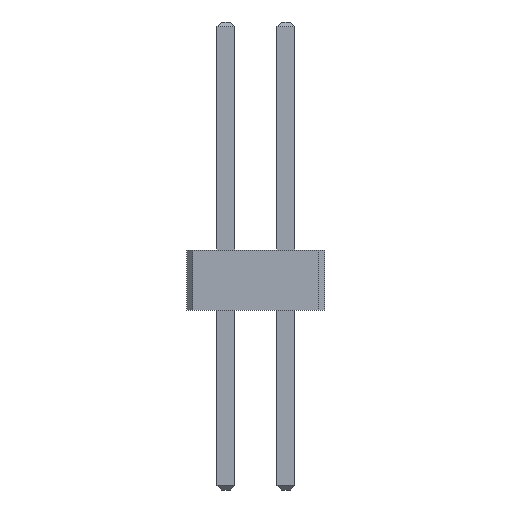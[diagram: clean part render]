
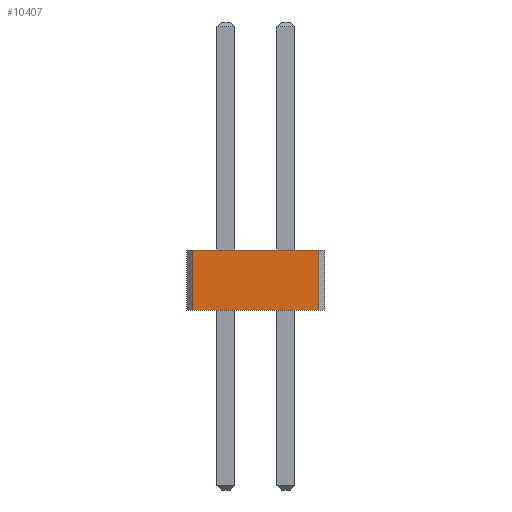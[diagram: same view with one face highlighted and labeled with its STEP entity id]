
A CAD part, front view. The second image highlights one B-rep face of the part: STEP entity #10407.
In plain terms, the highlighted planar face has unit normal (0, -1, 0).
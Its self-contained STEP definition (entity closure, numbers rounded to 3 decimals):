
#815 = VERTEX_POINT('',#816);
#816 = CARTESIAN_POINT('',(1.55,-30.5,0.));
#822 = EDGE_CURVE('',#823,#815,#825,.T.);
#823 = VERTEX_POINT('',#824);
#824 = CARTESIAN_POINT('',(-0.55,-30.5,0.));
#825 = LINE('',#826,#827);
#826 = CARTESIAN_POINT('',(-0.65,-30.5,0.));
#827 = VECTOR('',#828,1.);
#828 = DIRECTION('',(1.,0.,0.));
#4451 = VERTEX_POINT('',#4452);
#4452 = CARTESIAN_POINT('',(-0.55,-30.5,1.));
#4458 = EDGE_CURVE('',#4451,#4459,#4461,.T.);
#4459 = VERTEX_POINT('',#4460);
#4460 = CARTESIAN_POINT('',(1.55,-30.5,1.));
#4461 = LINE('',#4462,#4463);
#4462 = CARTESIAN_POINT('',(-0.65,-30.5,1.));
#4463 = VECTOR('',#4464,1.);
#4464 = DIRECTION('',(1.,0.,0.));
#10397 = EDGE_CURVE('',#823,#4451,#10398,.T.);
#10398 = LINE('',#10399,#10400);
#10399 = CARTESIAN_POINT('',(-0.55,-30.5,0.));
#10400 = VECTOR('',#10401,1.);
#10401 = DIRECTION('',(0.,0.,1.));
#10407 = ADVANCED_FACE('',(#10408),#10419,.F.);
#10408 = FACE_BOUND('',#10409,.F.);
#10409 = EDGE_LOOP('',(#10410,#10411,#10412,#10413));
#10410 = ORIENTED_EDGE('',*,*,#822,.F.);
#10411 = ORIENTED_EDGE('',*,*,#10397,.T.);
#10412 = ORIENTED_EDGE('',*,*,#4458,.T.);
#10413 = ORIENTED_EDGE('',*,*,#10414,.F.);
#10414 = EDGE_CURVE('',#815,#4459,#10415,.T.);
#10415 = LINE('',#10416,#10417);
#10416 = CARTESIAN_POINT('',(1.55,-30.5,0.));
#10417 = VECTOR('',#10418,1.);
#10418 = DIRECTION('',(0.,0.,1.));
#10419 = PLANE('',#10420);
#10420 = AXIS2_PLACEMENT_3D('',#10421,#10422,#10423);
#10421 = CARTESIAN_POINT('',(-0.65,-30.5,0.));
#10422 = DIRECTION('',(0.,1.,0.));
#10423 = DIRECTION('',(1.,0.,0.));
